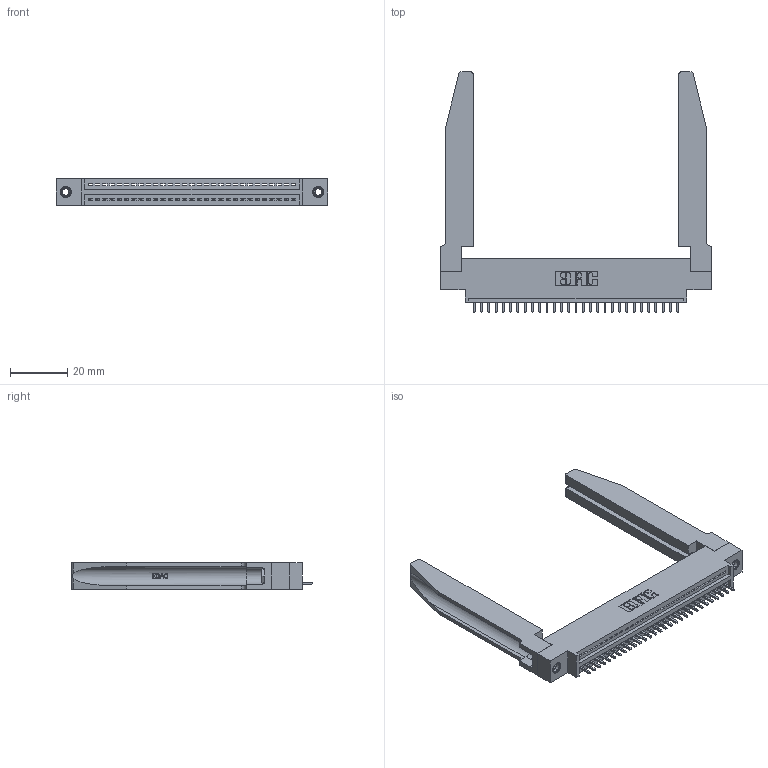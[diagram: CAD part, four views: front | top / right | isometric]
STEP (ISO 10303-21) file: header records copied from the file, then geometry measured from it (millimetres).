
FILE_DESCRIPTION (( 'STEP AP203' ), '1' );
FILE_NAME ('395-029-521-678.STEP', '2019-10-19T04:59:58', ( '' ), ( '' ), 'SwSTEP 2.0', 'SolidWorks 2016', '' );
FILE_SCHEMA (( 'CONFIG_CONTROL_DESIGN' ));
Length unit declared in the file: inch
Products named in the file (5): 345 Part_0.170 Offset - 0.156 Dia-TH; 345-250-001_345-250-001-102; 345-292-001_345-293-121; 395-029-521-678; 345-220-078_345-220-078
Assembly tree (34 placements, depth 2):
  395-029-521-678
    345 Part_0.170 Offset - 0.156 Dia-TH
    345-292-001_345-293-121  x29
    345-250-001_345-250-001-102  x2
    345-220-078_345-220-078  x2
Bounding box: 94.89 x 84 x 9.4 mm (x, y, z)
Volume: 16481.3 mm3; surface area: 18048.6 mm2
Topology: 34 solids, 34 shells, 2046 faces, 6065 edges, 3994 vertices
Faces by surface type: plane 1386, cylinder 608, bspline 36, cone 12, torus 4
Entity records: 28466 total; most frequent: CARTESIAN_POINT 5830, ORIENTED_EDGE 4690, DIRECTION 4117, EDGE_CURVE 2345, LINE 2003, VECTOR 2003, VERTEX_POINT 1556, AXIS2_PLACEMENT_3D 1057
